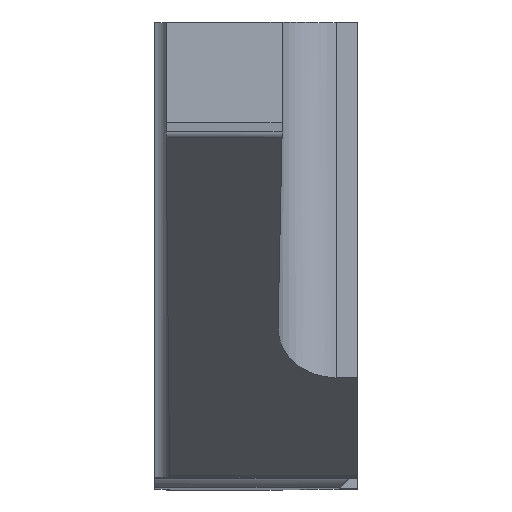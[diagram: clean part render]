
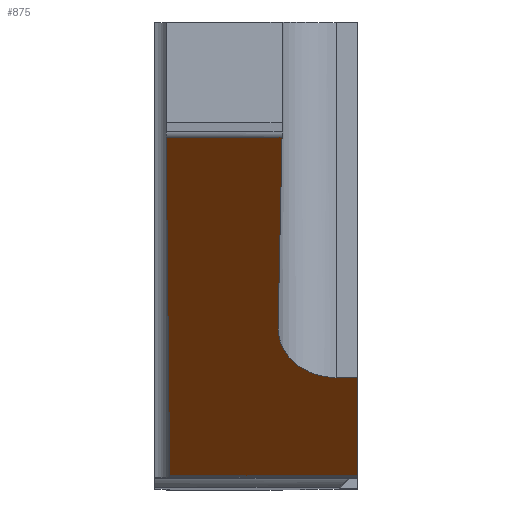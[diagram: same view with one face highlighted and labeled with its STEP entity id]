
A CAD part, top view. The second image highlights one B-rep face of the part: STEP entity #875.
In plain terms, the highlighted planar face has unit normal (0, -0.766, 0.643).
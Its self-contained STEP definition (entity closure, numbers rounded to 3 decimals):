
#19 = DIRECTION ( 'NONE',  ( -1., 0., 0. ) ) ;
#33 = ORIENTED_EDGE ( 'NONE', *, *, #757, .F. ) ;
#57 = CARTESIAN_POINT ( 'NONE',  ( 0., -2.122, 15. ) ) ;
#71 = DIRECTION ( 'NONE',  ( -0.007, 0.643, 0.766 ) ) ;
#72 =( BOUNDED_CURVE ( )  B_SPLINE_CURVE ( 3, ( #992, #894, #985, #982 ),
 .UNSPECIFIED., .F., .F. ) 
 B_SPLINE_CURVE_WITH_KNOTS ( ( 4, 4 ),
 ( 1.553, 3.142 ),
 .UNSPECIFIED. ) 
 CURVE ( )  GEOMETRIC_REPRESENTATION_ITEM ( )  RATIONAL_B_SPLINE_CURVE ( ( 1., 0.801, 0.801, 1. ) ) 
 REPRESENTATION_ITEM ( '' )  );
#74 = CARTESIAN_POINT ( 'NONE',  ( -3.3, 2.034, 19.952 ) ) ;
#143 = FACE_OUTER_BOUND ( 'NONE', #989, .T. ) ;
#154 = CARTESIAN_POINT ( 'NONE',  ( 0., -2.122, 15. ) ) ;
#197 = DIRECTION ( 'NONE',  ( 1., 0., 0. ) ) ;
#212 = VERTEX_POINT ( 'NONE', #822 ) ;
#215 = VERTEX_POINT ( 'NONE', #57 ) ;
#266 = LINE ( 'NONE', #559, #1122 ) ;
#282 = CARTESIAN_POINT ( 'NONE',  ( -1.301, 2.011, 19.925 ) ) ;
#312 = AXIS2_PLACEMENT_3D ( 'NONE', #602, #599, #596 ) ;
#359 = VERTEX_POINT ( 'NONE', #1234 ) ;
#386 = VECTOR ( 'NONE', #19, 1000. ) ;
#473 = ORIENTED_EDGE ( 'NONE', *, *, #779, .F. ) ;
#485 = VERTEX_POINT ( 'NONE', #1296 ) ;
#525 = VECTOR ( 'NONE', #781, 1000. ) ;
#548 = EDGE_CURVE ( 'NONE', #212, #215, #770, .T. ) ;
#549 = DIRECTION ( 'NONE',  ( 0., -0.643, -0.766 ) ) ;
#559 = CARTESIAN_POINT ( 'NONE',  ( 0., 2.048, 19.969 ) ) ;
#561 = CARTESIAN_POINT ( 'NONE',  ( 0., -3.813, 12.984 ) ) ;
#596 = DIRECTION ( 'NONE',  ( 0., -0.643, -0.766 ) ) ;
#599 = DIRECTION ( 'NONE',  ( 0., -0.766, 0.643 ) ) ;
#602 = CARTESIAN_POINT ( 'NONE',  ( 0., 2.048, 19.969 ) ) ;
#606 = ORIENTED_EDGE ( 'NONE', *, *, #825, .F. ) ;
#608 = PLANE ( 'NONE',  #312 ) ;
#627 = EDGE_CURVE ( 'NONE', #749, #485, #877, .T. ) ;
#658 = LINE ( 'NONE', #798, #525 ) ;
#749 = VERTEX_POINT ( 'NONE', #1051 ) ;
#757 = EDGE_CURVE ( 'NONE', #359, #212, #72, .T. ) ;
#763 = VECTOR ( 'NONE', #780, 1000. ) ;
#770 = LINE ( 'NONE', #154, #1152 ) ;
#779 = EDGE_CURVE ( 'NONE', #922, #749, #1047, .T. ) ;
#780 = DIRECTION ( 'NONE',  ( -0.013, -0.643, -0.766 ) ) ;
#781 = DIRECTION ( 'NONE',  ( 1., 0., 0. ) ) ;
#792 = CARTESIAN_POINT ( 'NONE',  ( -1.3, 2.059, 19.983 ) ) ;
#798 = CARTESIAN_POINT ( 'NONE',  ( 0., 2.011, 19.925 ) ) ;
#817 = ORIENTED_EDGE ( 'NONE', *, *, #627, .F. ) ;
#822 = CARTESIAN_POINT ( 'NONE',  ( -0.37, -2.122, 15. ) ) ;
#823 = EDGE_CURVE ( 'NONE', #485, #1023, #658, .T. ) ;
#825 = EDGE_CURVE ( 'NONE', #1023, #359, #1132, .T. ) ;
#875 = ADVANCED_FACE ( 'NONE', ( #143 ), #608, .T. ) ;
#877 = LINE ( 'NONE', #74, #1147 ) ;
#894 = CARTESIAN_POINT ( 'NONE',  ( -1.38, -1.766, 15.424 ) ) ;
#909 = CARTESIAN_POINT ( 'NONE',  ( 0., -3.813, 12.984 ) ) ;
#914 = ORIENTED_EDGE ( 'NONE', *, *, #823, .F. ) ;
#922 = VERTEX_POINT ( 'NONE', #561 ) ;
#928 = EDGE_CURVE ( 'NONE', #215, #922, #266, .T. ) ;
#982 = CARTESIAN_POINT ( 'NONE',  ( -0.37, -2.122, 15. ) ) ;
#985 = CARTESIAN_POINT ( 'NONE',  ( -0.964, -2.122, 15. ) ) ;
#989 = EDGE_LOOP ( 'NONE', ( #473, #1011, #1238, #33, #606, #914, #817 ) ) ;
#992 = CARTESIAN_POINT ( 'NONE',  ( -1.37, -1.268, 16.017 ) ) ;
#1011 = ORIENTED_EDGE ( 'NONE', *, *, #928, .F. ) ;
#1023 = VERTEX_POINT ( 'NONE', #282 ) ;
#1047 = LINE ( 'NONE', #909, #386 ) ;
#1051 = CARTESIAN_POINT ( 'NONE',  ( -3.239, -3.813, 12.984 ) ) ;
#1122 = VECTOR ( 'NONE', #549, 1000. ) ;
#1132 = LINE ( 'NONE', #792, #763 ) ;
#1147 = VECTOR ( 'NONE', #71, 1000. ) ;
#1152 = VECTOR ( 'NONE', #197, 1000. ) ;
#1234 = CARTESIAN_POINT ( 'NONE',  ( -1.37, -1.268, 16.017 ) ) ;
#1238 = ORIENTED_EDGE ( 'NONE', *, *, #548, .F. ) ;
#1296 = CARTESIAN_POINT ( 'NONE',  ( -3.299, 2.011, 19.925 ) ) ;
